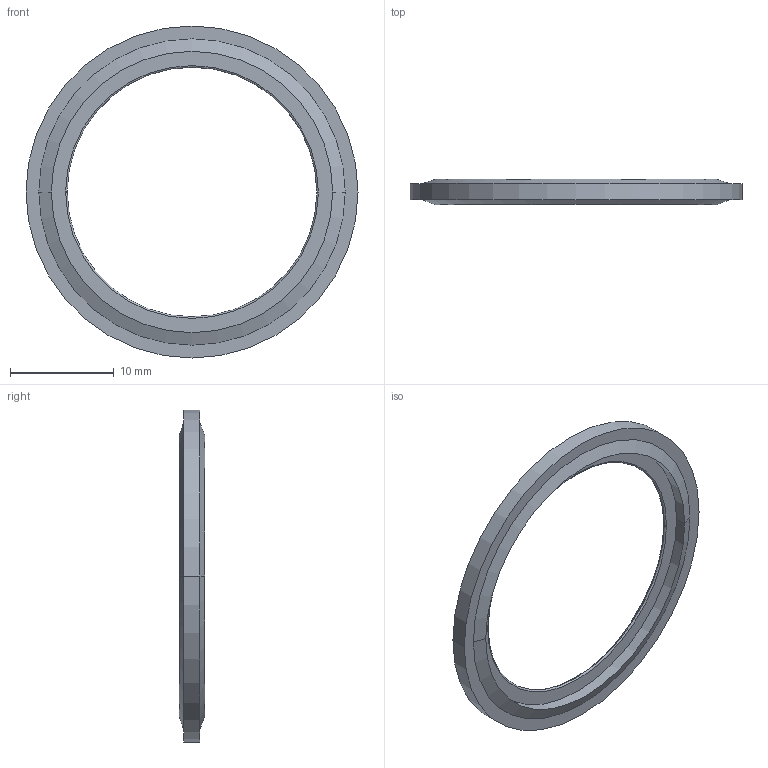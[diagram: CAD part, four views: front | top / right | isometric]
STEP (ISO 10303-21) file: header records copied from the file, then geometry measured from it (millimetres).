
FILE_DESCRIPTION(('STEP AP214'),'1');
FILE_NAME('0139_27_00.stp','2016-07-07T14:22:38',('TraceParts'),('TraceParts S.A.'),'Spatial InterOp 3D',' ',' ');
FILE_SCHEMA(('automotive_design'));
Length unit declared in the file: millimetre
Products named in the file (2): 0139-27-00_ASM|Next assembly relationship#BAGUE-ACIER-3-4;BAGUE-ACIER-3-4; 0139-27-00_ASM|Next assembly relationship#BAGUE-NITRILE-3-4;BAGUE-NITRILE-3-4
Bounding box: 31.93 x 2.45 x 31.93 mm (x, y, z)
Volume: 433.2 mm3; surface area: 1629.3 mm2
Topology: 2 solids, 2 shells, 28 faces, 58 edges, 36 vertices
Faces by surface type: cylinder 10, torus 8, plane 6, cone 4
Entity records: 800 total; most frequent: DIRECTION 162, CARTESIAN_POINT 124, ORIENTED_EDGE 116, AXIS2_PLACEMENT_3D 74, EDGE_CURVE 58, CIRCLE 44, VERTEX_POINT 36, EDGE_LOOP 34
